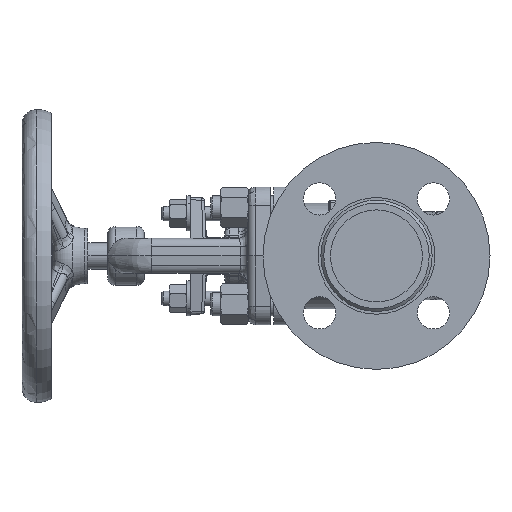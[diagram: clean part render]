
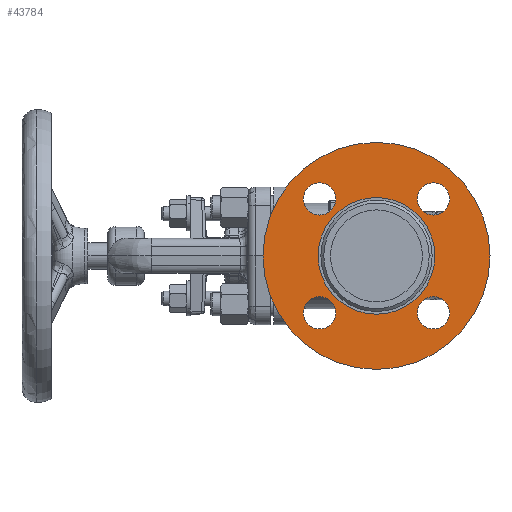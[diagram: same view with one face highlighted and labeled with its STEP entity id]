
A CAD part, left-side view. The second image highlights one B-rep face of the part: STEP entity #43784.
In plain terms, the highlighted planar face has unit normal (-1, 0, 0).
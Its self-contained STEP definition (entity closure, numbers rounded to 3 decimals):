
#985 = DIRECTION ( 'NONE',  ( 1., 0., 0. ) ) ;
#1271 = CIRCLE ( 'NONE', #19266, 11. ) ;
#1532 = AXIS2_PLACEMENT_3D ( 'NONE', #38548, #16749, #42173 ) ;
#2268 = DIRECTION ( 'NONE',  ( 0., -1., 0. ) ) ;
#2378 = AXIS2_PLACEMENT_3D ( 'NONE', #19928, #45349, #23559 ) ;
#2560 = FACE_BOUND ( 'NONE', #37521, .T. ) ;
#3006 = EDGE_LOOP ( 'NONE', ( #29309, #27201 ) ) ;
#3213 = CIRCLE ( 'NONE', #20298, 77.5 ) ;
#3375 = VERTEX_POINT ( 'NONE', #44633 ) ;
#4361 = CARTESIAN_POINT ( 'NONE',  ( -128., -70., 77.5 ) ) ;
#4528 = AXIS2_PLACEMENT_3D ( 'NONE', #10548, #36006, #14170 ) ;
#4861 = AXIS2_PLACEMENT_3D ( 'NONE', #42643, #20875, #46306 ) ;
#5255 = EDGE_CURVE ( 'NONE', #23581, #37435, #45542, .T. ) ;
#6713 = CARTESIAN_POINT ( 'NONE',  ( -128., -42.109, 38.891 ) ) ;
#6963 = VERTEX_POINT ( 'NONE', #7105 ) ;
#7105 = CARTESIAN_POINT ( 'NONE',  ( -128., -97.891, 38.891 ) ) ;
#7954 = ORIENTED_EDGE ( 'NONE', *, *, #41714, .F. ) ;
#8034 = VERTEX_POINT ( 'NONE', #4361 ) ;
#8206 = EDGE_CURVE ( 'NONE', #3375, #6963, #34114, .T. ) ;
#8901 = EDGE_CURVE ( 'NONE', #40511, #25974, #38117, .T. ) ;
#9044 = EDGE_CURVE ( 'NONE', #25974, #40511, #27273, .T. ) ;
#9308 = CARTESIAN_POINT ( 'NONE',  ( -128., -108.891, -38.891 ) ) ;
#9514 = CIRCLE ( 'NONE', #1532, 11. ) ;
#9620 = AXIS2_PLACEMENT_3D ( 'NONE', #22716, #985, #26383 ) ;
#9671 = DIRECTION ( 'NONE',  ( -1., 0., 0. ) ) ;
#9786 = CARTESIAN_POINT ( 'NONE',  ( -128., -31.109, -38.891 ) ) ;
#9835 = CIRCLE ( 'NONE', #9620, 77.5 ) ;
#10548 = CARTESIAN_POINT ( 'NONE',  ( -128., -108.891, -38.891 ) ) ;
#11046 = FACE_BOUND ( 'NONE', #3006, .T. ) ;
#11769 = VERTEX_POINT ( 'NONE', #18496 ) ;
#12198 = FACE_BOUND ( 'NONE', #39636, .T. ) ;
#12549 = CARTESIAN_POINT ( 'NONE',  ( -128., -119.891, -38.891 ) ) ;
#12955 = DIRECTION ( 'NONE',  ( 0., -1., 0. ) ) ;
#13057 = CARTESIAN_POINT ( 'NONE',  ( -128., -42.109, -38.891 ) ) ;
#13418 = DIRECTION ( 'NONE',  ( 0., -1., 0. ) ) ;
#14170 = DIRECTION ( 'NONE',  ( 0., -1., 0. ) ) ;
#14472 = ORIENTED_EDGE ( 'NONE', *, *, #9044, .F. ) ;
#14506 = CARTESIAN_POINT ( 'NONE',  ( -128., -109.837, 0. ) ) ;
#15164 = VERTEX_POINT ( 'NONE', #38558 ) ;
#16749 = DIRECTION ( 'NONE',  ( -1., 0., 0. ) ) ;
#16833 = EDGE_CURVE ( 'NONE', #28154, #30867, #17935, .T. ) ;
#17935 = CIRCLE ( 'NONE', #4861, 39.837 ) ;
#18186 = AXIS2_PLACEMENT_3D ( 'NONE', #21168, #46598, #24824 ) ;
#18188 = CIRCLE ( 'NONE', #33390, 39.837 ) ;
#18496 = CARTESIAN_POINT ( 'NONE',  ( -128., -20.109, -38.891 ) ) ;
#18857 = CARTESIAN_POINT ( 'NONE',  ( -128., -30.163, 0. ) ) ;
#19266 = AXIS2_PLACEMENT_3D ( 'NONE', #9786, #35246, #13418 ) ;
#19423 = DIRECTION ( 'NONE',  ( -1., 0., 0. ) ) ;
#19776 = CARTESIAN_POINT ( 'NONE',  ( -128., -70., 0. ) ) ;
#19928 = CARTESIAN_POINT ( 'NONE',  ( -128., -108.891, 38.891 ) ) ;
#20298 = AXIS2_PLACEMENT_3D ( 'NONE', #19776, #45219, #23425 ) ;
#20590 = DIRECTION ( 'NONE',  ( -1., 0., 0. ) ) ;
#20748 = FACE_OUTER_BOUND ( 'NONE', #22308, .T. ) ;
#20868 = ORIENTED_EDGE ( 'NONE', *, *, #31070, .F. ) ;
#20875 = DIRECTION ( 'NONE',  ( 1., 0., 0. ) ) ;
#21168 = CARTESIAN_POINT ( 'NONE',  ( -128., -31.109, -38.891 ) ) ;
#21861 = FACE_BOUND ( 'NONE', #38341, .T. ) ;
#22308 = EDGE_LOOP ( 'NONE', ( #37559, #45501 ) ) ;
#22716 = CARTESIAN_POINT ( 'NONE',  ( -128., -70., 0. ) ) ;
#23425 = DIRECTION ( 'NONE',  ( 0., -1., 0. ) ) ;
#23492 = ORIENTED_EDGE ( 'NONE', *, *, #8901, .F. ) ;
#23559 = DIRECTION ( 'NONE',  ( 0., -1., 0. ) ) ;
#23581 = VERTEX_POINT ( 'NONE', #43053 ) ;
#23802 = ORIENTED_EDGE ( 'NONE', *, *, #5255, .F. ) ;
#24035 = DIRECTION ( 'NONE',  ( 1., 0., 0. ) ) ;
#24703 = EDGE_CURVE ( 'NONE', #8034, #15164, #3213, .T. ) ;
#24824 = DIRECTION ( 'NONE',  ( 0., -1., 0. ) ) ;
#25734 = ORIENTED_EDGE ( 'NONE', *, *, #42705, .F. ) ;
#25974 = VERTEX_POINT ( 'NONE', #12549 ) ;
#26383 = DIRECTION ( 'NONE',  ( 0., -1., 0. ) ) ;
#27201 = ORIENTED_EDGE ( 'NONE', *, *, #40480, .T. ) ;
#27273 = CIRCLE ( 'NONE', #4528, 11. ) ;
#28017 = EDGE_CURVE ( 'NONE', #11769, #31626, #1271, .T. ) ;
#28154 = VERTEX_POINT ( 'NONE', #14506 ) ;
#29309 = ORIENTED_EDGE ( 'NONE', *, *, #16833, .T. ) ;
#30406 = FACE_BOUND ( 'NONE', #33105, .T. ) ;
#30867 = VERTEX_POINT ( 'NONE', #18857 ) ;
#31070 = EDGE_CURVE ( 'NONE', #6963, #3375, #43599, .T. ) ;
#31442 = CARTESIAN_POINT ( 'NONE',  ( -128., -31.109, 38.891 ) ) ;
#31626 = VERTEX_POINT ( 'NONE', #13057 ) ;
#32094 = AXIS2_PLACEMENT_3D ( 'NONE', #42369, #20590, #46034 ) ;
#32113 = EDGE_CURVE ( 'NONE', #15164, #8034, #9835, .T. ) ;
#33105 = EDGE_LOOP ( 'NONE', ( #25734, #23802 ) ) ;
#33390 = AXIS2_PLACEMENT_3D ( 'NONE', #45821, #24035, #2268 ) ;
#33720 = PLANE ( 'NONE',  #43292 ) ;
#33885 = CARTESIAN_POINT ( 'NONE',  ( -128., -32., 0. ) ) ;
#34114 = CIRCLE ( 'NONE', #2378, 11. ) ;
#34769 = DIRECTION ( 'NONE',  ( -1., 0., 0. ) ) ;
#34868 = CARTESIAN_POINT ( 'NONE',  ( -128., -97.891, -38.891 ) ) ;
#35122 = DIRECTION ( 'NONE',  ( 0., -1., 0. ) ) ;
#35246 = DIRECTION ( 'NONE',  ( -1., 0., 0. ) ) ;
#36006 = DIRECTION ( 'NONE',  ( -1., 0., 0. ) ) ;
#37022 = AXIS2_PLACEMENT_3D ( 'NONE', #31442, #9671, #35122 ) ;
#37435 = VERTEX_POINT ( 'NONE', #6713 ) ;
#37521 = EDGE_LOOP ( 'NONE', ( #7954, #43281 ) ) ;
#37559 = ORIENTED_EDGE ( 'NONE', *, *, #32113, .F. ) ;
#38117 = CIRCLE ( 'NONE', #44428, 11. ) ;
#38341 = EDGE_LOOP ( 'NONE', ( #14472, #23492 ) ) ;
#38548 = CARTESIAN_POINT ( 'NONE',  ( -128., -31.109, 38.891 ) ) ;
#38558 = CARTESIAN_POINT ( 'NONE',  ( -128., -70., -77.5 ) ) ;
#38642 = CIRCLE ( 'NONE', #18186, 11. ) ;
#39636 = EDGE_LOOP ( 'NONE', ( #41579, #20868 ) ) ;
#40480 = EDGE_CURVE ( 'NONE', #30867, #28154, #18188, .T. ) ;
#40511 = VERTEX_POINT ( 'NONE', #34868 ) ;
#41579 = ORIENTED_EDGE ( 'NONE', *, *, #8206, .F. ) ;
#41714 = EDGE_CURVE ( 'NONE', #31626, #11769, #38642, .T. ) ;
#42173 = DIRECTION ( 'NONE',  ( 0., -1., 0. ) ) ;
#42369 = CARTESIAN_POINT ( 'NONE',  ( -128., -108.891, 38.891 ) ) ;
#42643 = CARTESIAN_POINT ( 'NONE',  ( -128., -70., 0. ) ) ;
#42705 = EDGE_CURVE ( 'NONE', #37435, #23581, #9514, .T. ) ;
#43053 = CARTESIAN_POINT ( 'NONE',  ( -128., -20.109, 38.891 ) ) ;
#43281 = ORIENTED_EDGE ( 'NONE', *, *, #28017, .F. ) ;
#43292 = AXIS2_PLACEMENT_3D ( 'NONE', #33885, #19423, #44869 ) ;
#43599 = CIRCLE ( 'NONE', #32094, 11. ) ;
#43784 = ADVANCED_FACE ( 'NONE', ( #21861, #2560, #12198, #30406, #20748, #11046 ), #33720, .T. ) ;
#44428 = AXIS2_PLACEMENT_3D ( 'NONE', #9308, #34769, #12955 ) ;
#44633 = CARTESIAN_POINT ( 'NONE',  ( -128., -119.891, 38.891 ) ) ;
#44869 = DIRECTION ( 'NONE',  ( 0., -1., 0. ) ) ;
#45219 = DIRECTION ( 'NONE',  ( 1., 0., 0. ) ) ;
#45349 = DIRECTION ( 'NONE',  ( -1., 0., 0. ) ) ;
#45501 = ORIENTED_EDGE ( 'NONE', *, *, #24703, .F. ) ;
#45542 = CIRCLE ( 'NONE', #37022, 11. ) ;
#45821 = CARTESIAN_POINT ( 'NONE',  ( -128., -70., 0. ) ) ;
#46034 = DIRECTION ( 'NONE',  ( 0., -1., 0. ) ) ;
#46306 = DIRECTION ( 'NONE',  ( 0., -1., 0. ) ) ;
#46598 = DIRECTION ( 'NONE',  ( -1., 0., 0. ) ) ;
